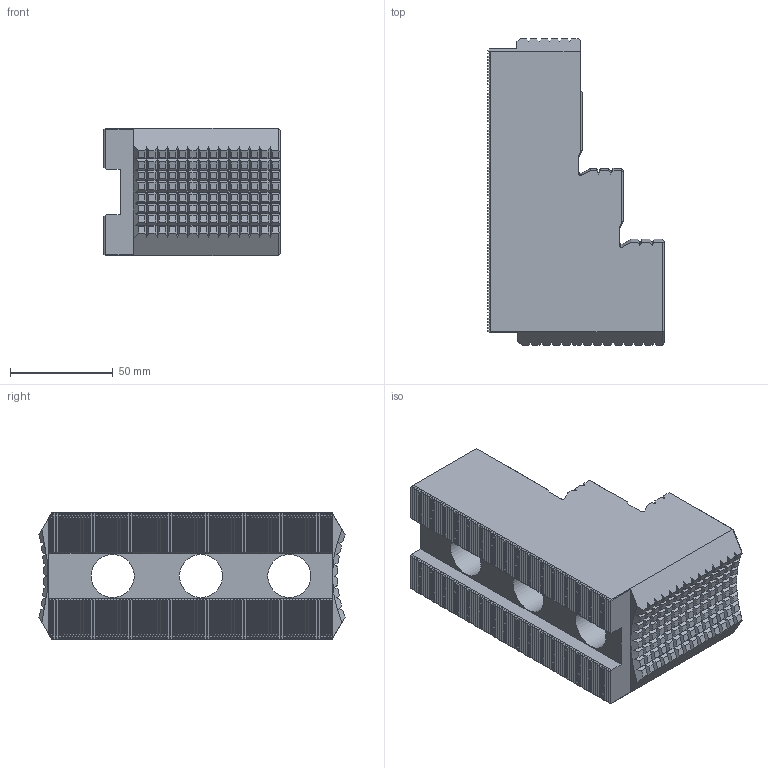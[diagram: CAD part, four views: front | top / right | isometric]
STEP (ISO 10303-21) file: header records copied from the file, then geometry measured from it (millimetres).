
FILE_DESCRIPTION (( 'STEP AP214' ), '1' );
FILE_NAME ('HB15A1-61P202122-4.STEP', '2025-09-03T10:26:22', ( '' ), ( '' ), 'SwSTEP 2.0', 'SolidWorks 2022', '' );
FILE_SCHEMA (( 'AUTOMOTIVE_DESIGN' ));
Length unit declared in the file: millimetre
Products named in the file (1): HB15A1-61P202122-4
Bounding box: 86 x 149.01 x 62 mm (x, y, z)
Volume: 410140.5 mm3; surface area: 66108.8 mm2
Topology: 1 solids, 1 shells, 1475 faces, 4367 edges, 2894 vertices
Faces by surface type: plane 933, cylinder 408, cone 126, torus 8
Full cylindrical faces by diameter (mm): 21 x3, 32 x3
Entity records: 49603 total; most frequent: CARTESIAN_POINT 12518, ORIENTED_EDGE 8702, DIRECTION 6613, EDGE_CURVE 4351, VERTEX_POINT 2888, LINE 2555, VECTOR 2555, AXIS2_PLACEMENT_3D 2029
